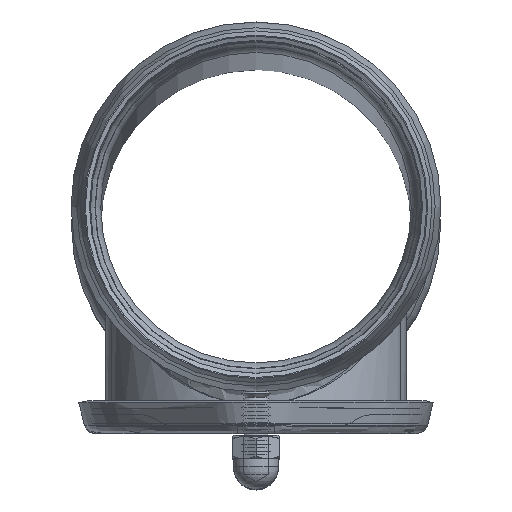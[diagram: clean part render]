
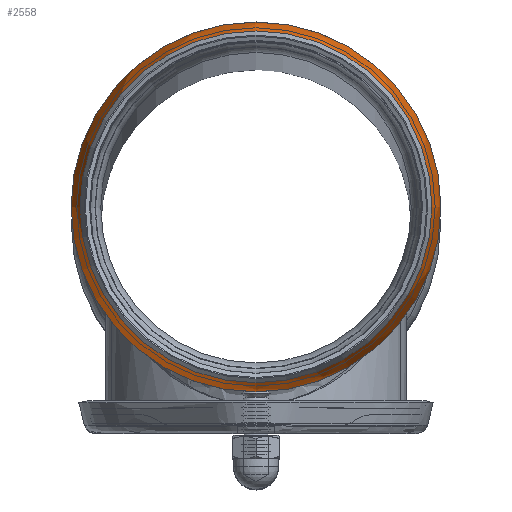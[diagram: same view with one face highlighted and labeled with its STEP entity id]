
A CAD part, top view. The second image highlights one B-rep face of the part: STEP entity #2558.
In plain terms, the highlighted free-form (B-spline) face has degree [2, 2] with [3, 9] control points.
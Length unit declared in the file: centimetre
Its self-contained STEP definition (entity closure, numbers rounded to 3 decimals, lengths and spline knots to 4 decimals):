
#61=(
BOUNDED_SURFACE()
B_SPLINE_SURFACE(2,2,((#20854,#20855,#20856,#20857,#20858,#20859,#20860,
#20861,#20862),(#20863,#20864,#20865,#20866,#20867,#20868,#20869,#20870,
#20871),(#20872,#20873,#20874,#20875,#20876,#20877,#20878,#20879,#20880)),
 .UNSPECIFIED.,.F.,.T.,.F.)
B_SPLINE_SURFACE_WITH_KNOTS((3,3),(3,2,2,2,3),(-0.4363,0.),
(-3.1416,-1.5708,0.,1.5708,3.1416),
 .UNSPECIFIED.)
GEOMETRIC_REPRESENTATION_ITEM()
RATIONAL_B_SPLINE_SURFACE(((1.,0.707,1.,0.707,1.,
0.707,1.,0.707,1.),(0.976,0.69,
0.976,0.69,0.976,0.69,
0.976,0.69,0.976),(1.,0.707,
1.,0.707,1.,0.707,1.,0.707,1.)))
REPRESENTATION_ITEM('')
SURFACE()
);
#415=CIRCLE('',#3176,51.1);
#416=CIRCLE('',#3177,51.1);
#429=CIRCLE('',#3194,26.6);
#430=CIRCLE('',#3195,48.6078);
#431=CIRCLE('',#3196,48.6078);
#628=FACE_OUTER_BOUND('',#821,.T.);
#821=EDGE_LOOP('',(#2339,#2340,#2341,#2342,#2343,#2344));
#1118=VERTEX_POINT('',#20823);
#1119=VERTEX_POINT('',#20825);
#1129=VERTEX_POINT('',#20881);
#1130=VERTEX_POINT('',#20883);
#1521=EDGE_CURVE('',#1118,#1119,#415,.T.);
#1522=EDGE_CURVE('',#1119,#1118,#416,.T.);
#1536=EDGE_CURVE('',#1119,#1129,#429,.T.);
#1537=EDGE_CURVE('',#1129,#1130,#430,.T.);
#1538=EDGE_CURVE('',#1130,#1129,#431,.T.);
#2339=ORIENTED_EDGE('',*,*,#1521,.F.);
#2340=ORIENTED_EDGE('',*,*,#1522,.F.);
#2341=ORIENTED_EDGE('',*,*,#1536,.T.);
#2342=ORIENTED_EDGE('',*,*,#1537,.T.);
#2343=ORIENTED_EDGE('',*,*,#1538,.T.);
#2344=ORIENTED_EDGE('',*,*,#1536,.F.);
#2558=ADVANCED_FACE('',(#628),#61,.F.);
#3176=AXIS2_PLACEMENT_3D('',#20826,#4011,#4012);
#3177=AXIS2_PLACEMENT_3D('',#20827,#4013,#4014);
#3194=AXIS2_PLACEMENT_3D('',#20882,#4048,#4049);
#3195=AXIS2_PLACEMENT_3D('',#20884,#4050,#4051);
#3196=AXIS2_PLACEMENT_3D('',#20885,#4052,#4053);
#4011=DIRECTION('center_axis',(0.,0.,
-1.));
#4012=DIRECTION('ref_axis',(0.,-1.,0.));
#4013=DIRECTION('center_axis',(0.,0.,
-1.));
#4014=DIRECTION('ref_axis',(0.,-1.,0.));
#4048=DIRECTION('center_axis',(0.,1.,0.));
#4049=DIRECTION('ref_axis',(-1.,0.,0.));
#4050=DIRECTION('center_axis',(0.,0.,
-1.));
#4051=DIRECTION('ref_axis',(0.,-1.,0.));
#4052=DIRECTION('center_axis',(0.,0.,
-1.));
#4053=DIRECTION('ref_axis',(0.,-1.,0.));
#20823=CARTESIAN_POINT('',(0.,51.1,2986.2757));
#20825=CARTESIAN_POINT('',(-51.1,0.,2986.2757));
#20826=CARTESIAN_POINT('Origin',(0.,0.,
2986.2757));
#20827=CARTESIAN_POINT('Origin',(0.,0.,
2986.2757));
#20854=CARTESIAN_POINT('Ctrl Pts',(-48.6078,0.,
2997.5173));
#20855=CARTESIAN_POINT('Ctrl Pts',(-48.6078,48.6078,2997.5173));
#20856=CARTESIAN_POINT('Ctrl Pts',(0.,48.6078,
2997.5173));
#20857=CARTESIAN_POINT('Ctrl Pts',(48.6078,48.6078,2997.5173));
#20858=CARTESIAN_POINT('Ctrl Pts',(48.6078,0.,
2997.5173));
#20859=CARTESIAN_POINT('Ctrl Pts',(48.6078,-48.6078,2997.5173));
#20860=CARTESIAN_POINT('Ctrl Pts',(0.,-48.6078,
2997.5173));
#20861=CARTESIAN_POINT('Ctrl Pts',(-48.6078,-48.6078,
2997.5173));
#20862=CARTESIAN_POINT('Ctrl Pts',(-48.6078,0.,
2997.5173));
#20863=CARTESIAN_POINT('Ctrl Pts',(-51.1,0.,2992.1727));
#20864=CARTESIAN_POINT('Ctrl Pts',(-51.1,51.1,2992.1727));
#20865=CARTESIAN_POINT('Ctrl Pts',(0.,51.1,
2992.1727));
#20866=CARTESIAN_POINT('Ctrl Pts',(51.1,51.1,2992.1727));
#20867=CARTESIAN_POINT('Ctrl Pts',(51.1,0.,
2992.1727));
#20868=CARTESIAN_POINT('Ctrl Pts',(51.1,-51.1,2992.1727));
#20869=CARTESIAN_POINT('Ctrl Pts',(0.,-51.1,
2992.1727));
#20870=CARTESIAN_POINT('Ctrl Pts',(-51.1,-51.1,2992.1727));
#20871=CARTESIAN_POINT('Ctrl Pts',(-51.1,0.,2992.1727));
#20872=CARTESIAN_POINT('Ctrl Pts',(-51.1,0.,
2986.2757));
#20873=CARTESIAN_POINT('Ctrl Pts',(-51.1,51.1,2986.2757));
#20874=CARTESIAN_POINT('Ctrl Pts',(0.,51.1,2986.2757));
#20875=CARTESIAN_POINT('Ctrl Pts',(51.1,51.1,2986.2757));
#20876=CARTESIAN_POINT('Ctrl Pts',(51.1,0.,
2986.2757));
#20877=CARTESIAN_POINT('Ctrl Pts',(51.1,-51.1,2986.2757));
#20878=CARTESIAN_POINT('Ctrl Pts',(0.,-51.1,
2986.2757));
#20879=CARTESIAN_POINT('Ctrl Pts',(-51.1,-51.1,
2986.2757));
#20880=CARTESIAN_POINT('Ctrl Pts',(-51.1,0.,
2986.2757));
#20881=CARTESIAN_POINT('',(-48.6078,0.,2997.5173));
#20882=CARTESIAN_POINT('Origin',(-24.5,0.,
2986.2757));
#20883=CARTESIAN_POINT('',(0.,48.6078,2997.5173));
#20884=CARTESIAN_POINT('Origin',(0.,0.,
2997.5173));
#20885=CARTESIAN_POINT('Origin',(0.,0.,
2997.5173));
